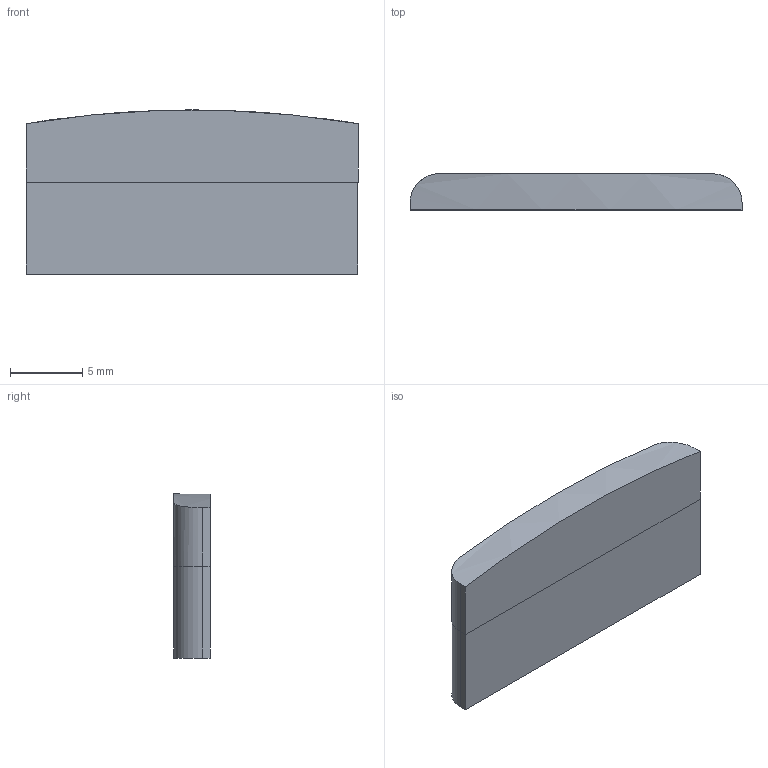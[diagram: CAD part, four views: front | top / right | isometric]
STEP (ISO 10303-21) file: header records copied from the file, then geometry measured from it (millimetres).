
FILE_DESCRIPTION(('STEP AP203'),'1');
FILE_NAME('Formschraege.STP','2020-10-16T11:01:35',(' '),(' '),'Spatial InterOp 3D',' ',' ');
FILE_SCHEMA(('CONFIG_CONTROL_DESIGN'));
Length unit declared in the file: millimetre
Products named in the file (3): Formschraege; ASSEM1
Assembly tree (2 placements, depth 2):
  Formschraege
    ASSEM1
    (unnamed)
Bounding box: 23 x 2.5 x 11.38 mm (x, y, z)
Volume: 617.9 mm3; surface area: 766.4 mm2
Topology: 2 solids, 2 shells, 16 faces, 36 edges, 24 vertices
Faces by surface type: plane 11, cylinder 5
Entity records: 724 total; most frequent: CARTESIAN_POINT 209, DIRECTION 80, ORIENTED_EDGE 72, EDGE_CURVE 36, AXIS2_PLACEMENT_3D 27, LINE 26, VECTOR 26, VERTEX_POINT 24
